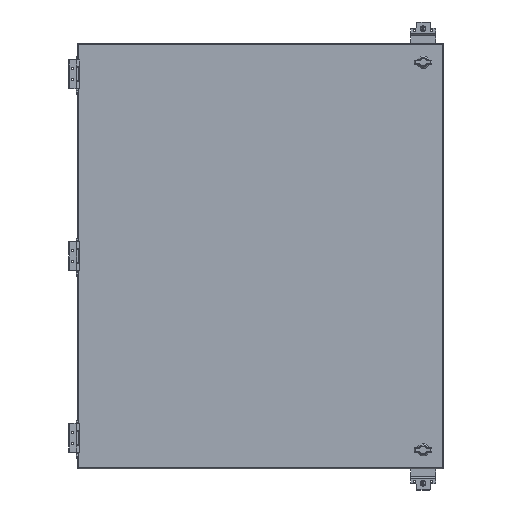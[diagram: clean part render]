
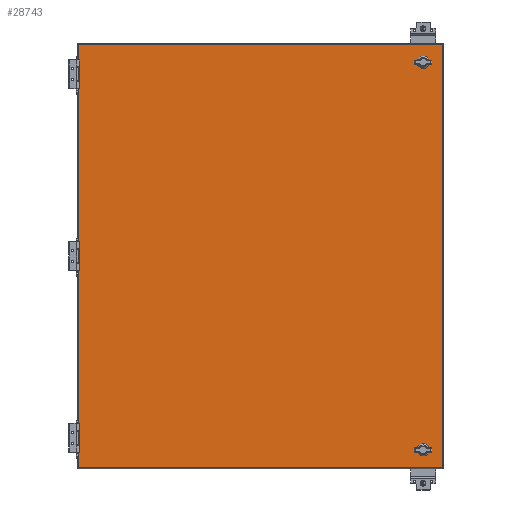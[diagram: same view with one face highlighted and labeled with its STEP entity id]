
A CAD part, top view. The second image highlights one B-rep face of the part: STEP entity #28743.
In plain terms, the highlighted planar face has unit normal (0, 0, 1).
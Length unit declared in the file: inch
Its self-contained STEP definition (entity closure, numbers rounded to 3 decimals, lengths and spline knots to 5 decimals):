
#3 = AXIS2_PLACEMENT_3D ( 'NONE', #34775, #19269, #11750 ) ;
#994 = VERTEX_POINT ( 'NONE', #43732 ) ;
#2114 = DIRECTION ( 'NONE',  ( 1., 0., 0. ) ) ;
#3517 = EDGE_CURVE ( 'NONE', #994, #30930, #17476, .T. ) ;
#4525 = CARTESIAN_POINT ( 'NONE',  ( -16.2915, 0., 0. ) ) ;
#5720 = DIRECTION ( 'NONE',  ( 0., 1., 0. ) ) ;
#6578 = CARTESIAN_POINT ( 'NONE',  ( -16.2915, 18.94, 0. ) ) ;
#10990 = VECTOR ( 'NONE', #2114, 39.37008 ) ;
#11750 = DIRECTION ( 'NONE',  ( 1., 0., 0. ) ) ;
#12531 = DIRECTION ( 'NONE',  ( 0., -1., 0. ) ) ;
#13615 = VERTEX_POINT ( 'NONE', #6578 ) ;
#14215 = ORIENTED_EDGE ( 'NONE', *, *, #40959, .T. ) ;
#14482 = ORIENTED_EDGE ( 'NONE', *, *, #44003, .T. ) ;
#15308 = LINE ( 'NONE', #4525, #26391 ) ;
#16189 = VECTOR ( 'NONE', #43830, 39.37008 ) ;
#17289 = CARTESIAN_POINT ( 'NONE',  ( 0., 18.94, 0. ) ) ;
#17476 = LINE ( 'NONE', #40003, #43878 ) ;
#19269 = DIRECTION ( 'NONE',  ( 0., 0., 1. ) ) ;
#24907 = VERTEX_POINT ( 'NONE', #29288 ) ;
#26391 = VECTOR ( 'NONE', #12531, 39.37008 ) ;
#28743 = ADVANCED_FACE ( 'NONE', ( #46050 ), #41778, .T. ) ;
#29174 = CARTESIAN_POINT ( 'NONE',  ( 16.2915, 18.94, 0. ) ) ;
#29288 = CARTESIAN_POINT ( 'NONE',  ( -16.2915, -18.94, 0. ) ) ;
#30930 = VERTEX_POINT ( 'NONE', #29174 ) ;
#31542 = EDGE_LOOP ( 'NONE', ( #48752, #14482, #14215, #44565 ) ) ;
#33133 = LINE ( 'NONE', #40391, #10990 ) ;
#34775 = CARTESIAN_POINT ( 'NONE',  ( 0., 0., 0. ) ) ;
#40003 = CARTESIAN_POINT ( 'NONE',  ( 16.2915, 0., 0. ) ) ;
#40391 = CARTESIAN_POINT ( 'NONE',  ( 0., -18.94, 0. ) ) ;
#40959 = EDGE_CURVE ( 'NONE', #13615, #24907, #15308, .T. ) ;
#41778 = PLANE ( 'NONE',  #3 ) ;
#42719 = EDGE_CURVE ( 'NONE', #24907, #994, #33133, .T. ) ;
#43732 = CARTESIAN_POINT ( 'NONE',  ( 16.2915, -18.94, 0. ) ) ;
#43830 = DIRECTION ( 'NONE',  ( -1., 0., 0. ) ) ;
#43878 = VECTOR ( 'NONE', #5720, 39.37008 ) ;
#44003 = EDGE_CURVE ( 'NONE', #30930, #13615, #47600, .T. ) ;
#44565 = ORIENTED_EDGE ( 'NONE', *, *, #42719, .T. ) ;
#46050 = FACE_OUTER_BOUND ( 'NONE', #31542, .T. ) ;
#47600 = LINE ( 'NONE', #17289, #16189 ) ;
#48752 = ORIENTED_EDGE ( 'NONE', *, *, #3517, .T. ) ;
